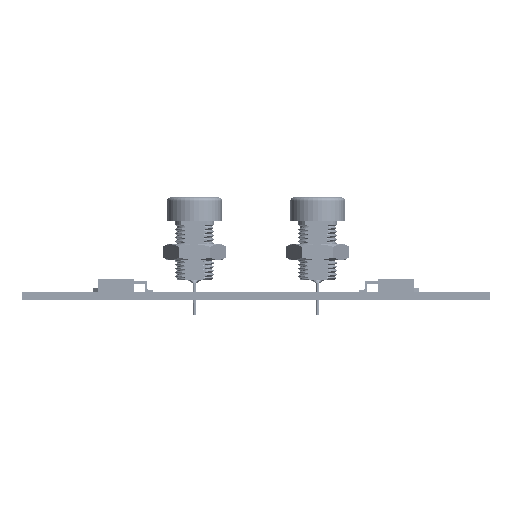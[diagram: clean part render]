
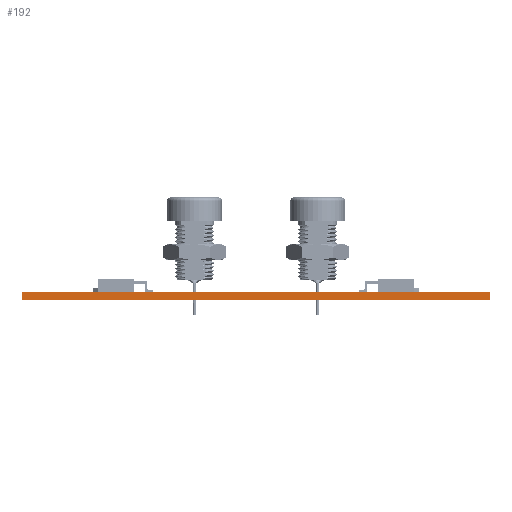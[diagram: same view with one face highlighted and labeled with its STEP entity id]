
A CAD part, left-side view. The second image highlights one B-rep face of the part: STEP entity #192.
In plain terms, the highlighted planar face has unit normal (-1, 0, 0).
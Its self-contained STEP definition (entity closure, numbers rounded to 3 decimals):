
#192 = ADVANCED_FACE('',(#193),#227,.T.);
#193 = FACE_BOUND('',#194,.T.);
#194 = EDGE_LOOP('',(#195,#205,#213,#221));
#195 = ORIENTED_EDGE('',*,*,#196,.T.);
#196 = EDGE_CURVE('',#197,#199,#201,.T.);
#197 = VERTEX_POINT('',#198);
#198 = CARTESIAN_POINT('',(-82.5,-47.5,-1.591));
#199 = VERTEX_POINT('',#200);
#200 = CARTESIAN_POINT('',(-82.5,-47.5,0.));
#201 = LINE('',#202,#203);
#202 = CARTESIAN_POINT('',(-82.5,-47.5,-1.591));
#203 = VECTOR('',#204,1.);
#204 = DIRECTION('',(0.,0.,1.));
#205 = ORIENTED_EDGE('',*,*,#206,.T.);
#206 = EDGE_CURVE('',#199,#207,#209,.T.);
#207 = VERTEX_POINT('',#208);
#208 = CARTESIAN_POINT('',(-82.5,47.5,0.));
#209 = LINE('',#210,#211);
#210 = CARTESIAN_POINT('',(-82.5,-47.5,0.));
#211 = VECTOR('',#212,1.);
#212 = DIRECTION('',(0.,1.,0.));
#213 = ORIENTED_EDGE('',*,*,#214,.F.);
#214 = EDGE_CURVE('',#215,#207,#217,.T.);
#215 = VERTEX_POINT('',#216);
#216 = CARTESIAN_POINT('',(-82.5,47.5,-1.591));
#217 = LINE('',#218,#219);
#218 = CARTESIAN_POINT('',(-82.5,47.5,-1.591));
#219 = VECTOR('',#220,1.);
#220 = DIRECTION('',(0.,0.,1.));
#221 = ORIENTED_EDGE('',*,*,#222,.F.);
#222 = EDGE_CURVE('',#197,#215,#223,.T.);
#223 = LINE('',#224,#225);
#224 = CARTESIAN_POINT('',(-82.5,-47.5,-1.591));
#225 = VECTOR('',#226,1.);
#226 = DIRECTION('',(0.,1.,0.));
#227 = PLANE('',#228);
#228 = AXIS2_PLACEMENT_3D('',#229,#230,#231);
#229 = CARTESIAN_POINT('',(-82.5,-47.5,-1.591));
#230 = DIRECTION('',(-1.,0.,0.));
#231 = DIRECTION('',(0.,1.,0.));
